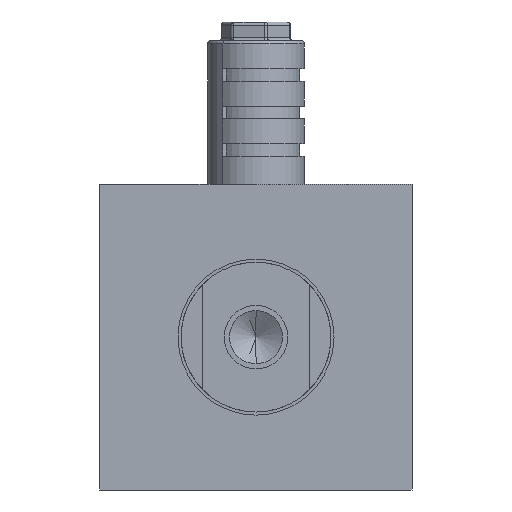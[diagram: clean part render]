
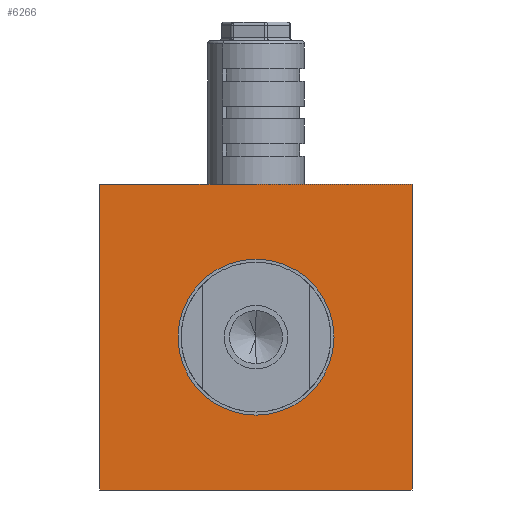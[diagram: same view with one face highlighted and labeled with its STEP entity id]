
A CAD part, front view. The second image highlights one B-rep face of the part: STEP entity #6266.
In plain terms, the highlighted planar face has unit normal (0, -1, 0).
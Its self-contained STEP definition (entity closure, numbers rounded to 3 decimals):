
#86 = EDGE_CURVE ( 'NONE', #8427, #3315, #4101, .T. ) ;
#278 = DIRECTION ( 'NONE',  ( -1., 0., 0. ) ) ;
#300 = CIRCLE ( 'NONE', #8578, 12.5 ) ;
#1322 = DIRECTION ( 'NONE',  ( 0., 0., 1. ) ) ;
#1335 = DIRECTION ( 'NONE',  ( 0., 0., 1. ) ) ;
#1360 = DIRECTION ( 'NONE',  ( 0., 1., 0. ) ) ;
#1504 = VERTEX_POINT ( 'NONE', #4903 ) ;
#2197 = EDGE_CURVE ( 'NONE', #6245, #8427, #4166, .T. ) ;
#2264 = CARTESIAN_POINT ( 'NONE',  ( 0., 0., 0. ) ) ;
#2323 = EDGE_LOOP ( 'NONE', ( #5784, #10802, #10391, #8219 ) ) ;
#2348 = AXIS2_PLACEMENT_3D ( 'NONE', #4708, #9777, #1322 ) ;
#2375 = DIRECTION ( 'NONE',  ( 0., 0., 1. ) ) ;
#2731 = CARTESIAN_POINT ( 'NONE',  ( 0., 0., -12.5 ) ) ;
#2864 = CARTESIAN_POINT ( 'NONE',  ( -25., 0., -24.5 ) ) ;
#2875 = FACE_BOUND ( 'NONE', #5019, .T. ) ;
#2983 = VECTOR ( 'NONE', #278, 1000. ) ;
#3008 = CARTESIAN_POINT ( 'NONE',  ( -25., 0., 24.5 ) ) ;
#3083 = DIRECTION ( 'NONE',  ( 1., 0., 0. ) ) ;
#3142 = DIRECTION ( 'NONE',  ( 0., 0., 1. ) ) ;
#3186 = EDGE_CURVE ( 'NONE', #7517, #5900, #300, .T. ) ;
#3191 = CARTESIAN_POINT ( 'NONE',  ( -25., 0., -24.5 ) ) ;
#3315 = VERTEX_POINT ( 'NONE', #10056 ) ;
#3384 = EDGE_CURVE ( 'NONE', #1504, #6245, #5448, .T. ) ;
#3940 = PLANE ( 'NONE',  #5840 ) ;
#4101 = LINE ( 'NONE', #3191, #6747 ) ;
#4166 = LINE ( 'NONE', #6927, #2983 ) ;
#4708 = CARTESIAN_POINT ( 'NONE',  ( 0., 0., 0. ) ) ;
#4903 = CARTESIAN_POINT ( 'NONE',  ( 25., 0., 24.5 ) ) ;
#5019 = EDGE_LOOP ( 'NONE', ( #6999, #5907 ) ) ;
#5214 = VECTOR ( 'NONE', #3083, 1000. ) ;
#5281 = CARTESIAN_POINT ( 'NONE',  ( 0., 0., 12.5 ) ) ;
#5448 = LINE ( 'NONE', #7171, #10829 ) ;
#5784 = ORIENTED_EDGE ( 'NONE', *, *, #86, .F. ) ;
#5840 = AXIS2_PLACEMENT_3D ( 'NONE', #9823, #1360, #3142 ) ;
#5900 = VERTEX_POINT ( 'NONE', #5281 ) ;
#5907 = ORIENTED_EDGE ( 'NONE', *, *, #3186, .F. ) ;
#6245 = VERTEX_POINT ( 'NONE', #6341 ) ;
#6266 = ADVANCED_FACE ( 'NONE', ( #2875, #7868 ), #3940, .F. ) ;
#6341 = CARTESIAN_POINT ( 'NONE',  ( 25., 0., -24.5 ) ) ;
#6747 = VECTOR ( 'NONE', #2375, 1000. ) ;
#6927 = CARTESIAN_POINT ( 'NONE',  ( -25., 0., -24.5 ) ) ;
#6999 = ORIENTED_EDGE ( 'NONE', *, *, #10496, .F. ) ;
#7171 = CARTESIAN_POINT ( 'NONE',  ( 25., 0., -24.5 ) ) ;
#7463 = LINE ( 'NONE', #3008, #5214 ) ;
#7517 = VERTEX_POINT ( 'NONE', #2731 ) ;
#7868 = FACE_OUTER_BOUND ( 'NONE', #2323, .T. ) ;
#8219 = ORIENTED_EDGE ( 'NONE', *, *, #8962, .F. ) ;
#8427 = VERTEX_POINT ( 'NONE', #2864 ) ;
#8578 = AXIS2_PLACEMENT_3D ( 'NONE', #2264, #9032, #1335 ) ;
#8962 = EDGE_CURVE ( 'NONE', #3315, #1504, #7463, .T. ) ;
#9032 = DIRECTION ( 'NONE',  ( 0., -1., 0. ) ) ;
#9644 = CIRCLE ( 'NONE', #2348, 12.5 ) ;
#9777 = DIRECTION ( 'NONE',  ( 0., -1., 0. ) ) ;
#9823 = CARTESIAN_POINT ( 'NONE',  ( -25., 0., 24.5 ) ) ;
#10056 = CARTESIAN_POINT ( 'NONE',  ( -25., 0., 24.5 ) ) ;
#10391 = ORIENTED_EDGE ( 'NONE', *, *, #3384, .F. ) ;
#10484 = DIRECTION ( 'NONE',  ( 0., 0., -1. ) ) ;
#10496 = EDGE_CURVE ( 'NONE', #5900, #7517, #9644, .T. ) ;
#10802 = ORIENTED_EDGE ( 'NONE', *, *, #2197, .F. ) ;
#10829 = VECTOR ( 'NONE', #10484, 1000. ) ;
